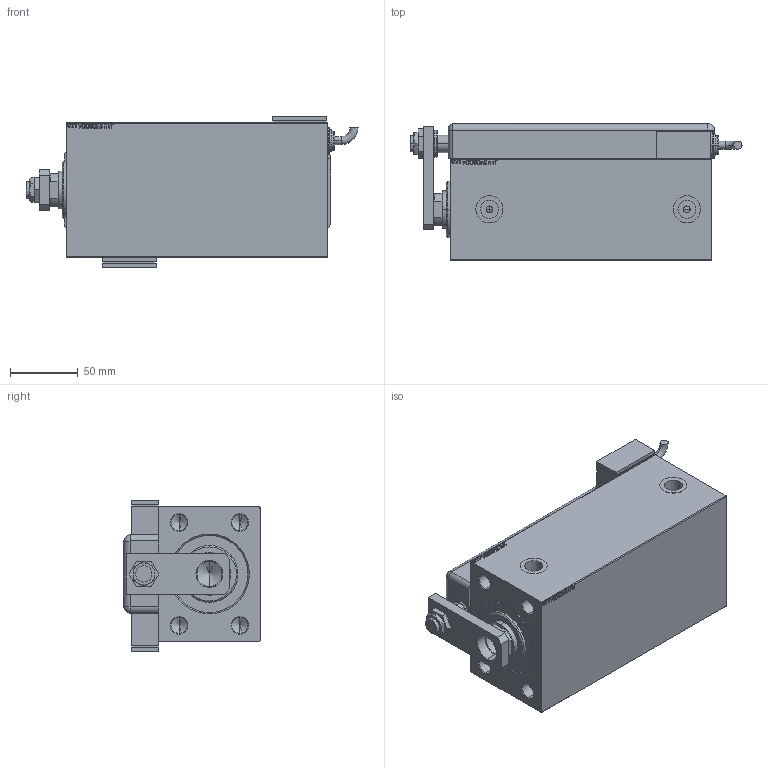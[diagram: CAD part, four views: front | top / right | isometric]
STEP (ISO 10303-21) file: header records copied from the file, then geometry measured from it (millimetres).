
FILE_DESCRIPTION (( 'STEP AP203' ), '1' );
FILE_NAME ('f726.STEP', '2021-03-18T18:21:32', ( '' ), ( '' ), 'SwSTEP 2.0', 'SolidWorks 2019', '' );
FILE_SCHEMA (( 'CONFIG_CONTROL_DESIGN' ));
Length unit declared in the file: millimetre
Products named in the file (13): TYC 819b0271b39b1f19dea0921efd9640f1; SWITCH DIM A_G 819b0271b39b1f19dea0921efd9640f1; V450CM_B 819b0271b39b1f19dea0921efd9640f1; SWITCH_Q_FRONT_BACK 819b0271b39b1f19dea0921efd9640f1; MAGNETIC SWITCH Q 819b0271b39b1f19dea0921efd9640f1; ZARAZKA_Q 819b0271b39b1f19dea0921efd9640f1; f726; V450CM_VC_B 819b0271b39b1f19dea0921efd9640f1; KRYT 819b0271b39b1f19dea0921efd9640f1; NUT_D19 819b0271b39b1f19dea0921efd9640f1; NUT_D13 819b0271b39b1f19dea0921efd9640f1; V450CM_B_VCP 819b0271b39b1f19dea0921efd9640f1; SWITCH Q 819b0271b39b1f19dea0921efd9640f1
Assembly tree (13 placements, depth 3):
  f726
    V450CM_B 819b0271b39b1f19dea0921efd9640f1
    V450CM_B_VCP 819b0271b39b1f19dea0921efd9640f1
    V450CM_VC_B 819b0271b39b1f19dea0921efd9640f1
    MAGNETIC SWITCH Q 819b0271b39b1f19dea0921efd9640f1
      SWITCH_Q_FRONT_BACK 819b0271b39b1f19dea0921efd9640f1
      TYC 819b0271b39b1f19dea0921efd9640f1
      ZARAZKA_Q 819b0271b39b1f19dea0921efd9640f1
      SWITCH DIM A_G 819b0271b39b1f19dea0921efd9640f1
      NUT_D19 819b0271b39b1f19dea0921efd9640f1
      NUT_D13 819b0271b39b1f19dea0921efd9640f1
      KRYT 819b0271b39b1f19dea0921efd9640f1
      SWITCH Q 819b0271b39b1f19dea0921efd9640f1  x2
Bounding box: 245.46 x 100.8 x 111 mm (x, y, z)
Volume: 1445646.4 mm3; surface area: 233600.8 mm2
Topology: 13 solids, 13 shells, 1282 faces, 3252 edges, 2127 vertices
Faces by surface type: plane 612, bspline 471, cylinder 121, cone 54, torus 22, sphere 2
Entity records: 60801 total; most frequent: CARTESIAN_POINT 32479, ORIENTED_EDGE 6276, DIRECTION 4032, EDGE_CURVE 3138, VERTEX_POINT 2067, VECTOR 1868, LINE 1868, EDGE_LOOP 1413
